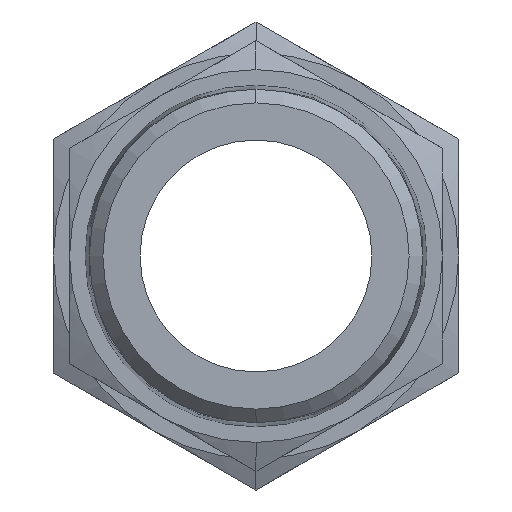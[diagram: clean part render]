
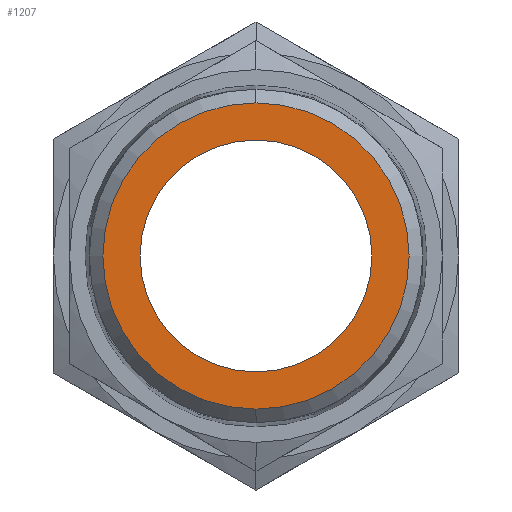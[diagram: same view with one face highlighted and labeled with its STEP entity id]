
A CAD part, left-side view. The second image highlights one B-rep face of the part: STEP entity #1207.
In plain terms, the highlighted planar face has unit normal (-1, 0, 0).
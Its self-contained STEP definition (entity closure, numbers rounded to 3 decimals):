
#111 = AXIS2_PLACEMENT_3D ( 'NONE', #7086, #591, #9246 ) ;
#338 = ORIENTED_EDGE ( 'NONE', *, *, #7527, .T. ) ;
#449 = AXIS2_PLACEMENT_3D ( 'NONE', #8294, #7738, #8997 ) ;
#591 = DIRECTION ( 'NONE',  ( -1., 0., 0. ) ) ;
#614 = DIRECTION ( 'NONE',  ( 0., 0., 1. ) ) ;
#737 = VERTEX_POINT ( 'NONE', #5869 ) ;
#845 = CARTESIAN_POINT ( 'NONE',  ( 0., 0., -18.893 ) ) ;
#1207 = ADVANCED_FACE ( 'NONE', ( #8573, #4279 ), #5045, .T. ) ;
#1441 = DIRECTION ( 'NONE',  ( 0., 0., 1. ) ) ;
#1831 = AXIS2_PLACEMENT_3D ( 'NONE', #2187, #2141, #1441 ) ;
#1837 = EDGE_CURVE ( 'NONE', #5746, #737, #3097, .T. ) ;
#1978 = DIRECTION ( 'NONE',  ( -1., 0., 0. ) ) ;
#2141 = DIRECTION ( 'NONE',  ( -1., 0., 0. ) ) ;
#2187 = CARTESIAN_POINT ( 'NONE',  ( 0., 0., 0. ) ) ;
#2244 = VERTEX_POINT ( 'NONE', #8348 ) ;
#2688 = CIRCLE ( 'NONE', #449, 14.3 ) ;
#3037 = ORIENTED_EDGE ( 'NONE', *, *, #5710, .T. ) ;
#3064 = CARTESIAN_POINT ( 'NONE',  ( 0., 0., -14.3 ) ) ;
#3073 = ORIENTED_EDGE ( 'NONE', *, *, #8986, .T. ) ;
#3097 = CIRCLE ( 'NONE', #111, 18.893 ) ;
#3223 = EDGE_LOOP ( 'NONE', ( #338, #3073 ) ) ;
#3931 = VERTEX_POINT ( 'NONE', #3064 ) ;
#3979 = AXIS2_PLACEMENT_3D ( 'NONE', #5425, #5519, #6284 ) ;
#4279 = FACE_OUTER_BOUND ( 'NONE', #5038, .T. ) ;
#5038 = EDGE_LOOP ( 'NONE', ( #9142, #3037 ) ) ;
#5045 = PLANE ( 'NONE',  #6293 ) ;
#5425 = CARTESIAN_POINT ( 'NONE',  ( 0., 0., 0. ) ) ;
#5519 = DIRECTION ( 'NONE',  ( 1., 0., 0. ) ) ;
#5710 = EDGE_CURVE ( 'NONE', #737, #5746, #6675, .T. ) ;
#5746 = VERTEX_POINT ( 'NONE', #845 ) ;
#5869 = CARTESIAN_POINT ( 'NONE',  ( 0., 0., 18.893 ) ) ;
#6284 = DIRECTION ( 'NONE',  ( 0., 0., 1. ) ) ;
#6293 = AXIS2_PLACEMENT_3D ( 'NONE', #7196, #1978, #614 ) ;
#6406 = CIRCLE ( 'NONE', #3979, 14.3 ) ;
#6675 = CIRCLE ( 'NONE', #1831, 18.893 ) ;
#7086 = CARTESIAN_POINT ( 'NONE',  ( 0., 0., 0. ) ) ;
#7196 = CARTESIAN_POINT ( 'NONE',  ( 0., 0., -10.262 ) ) ;
#7527 = EDGE_CURVE ( 'NONE', #3931, #2244, #2688, .T. ) ;
#7738 = DIRECTION ( 'NONE',  ( 1., 0., 0. ) ) ;
#8294 = CARTESIAN_POINT ( 'NONE',  ( 0., 0., 0. ) ) ;
#8348 = CARTESIAN_POINT ( 'NONE',  ( 0., 0., 14.3 ) ) ;
#8573 = FACE_BOUND ( 'NONE', #3223, .T. ) ;
#8986 = EDGE_CURVE ( 'NONE', #2244, #3931, #6406, .T. ) ;
#8997 = DIRECTION ( 'NONE',  ( 0., 0., -1. ) ) ;
#9142 = ORIENTED_EDGE ( 'NONE', *, *, #1837, .T. ) ;
#9246 = DIRECTION ( 'NONE',  ( 0., 0., -1. ) ) ;
